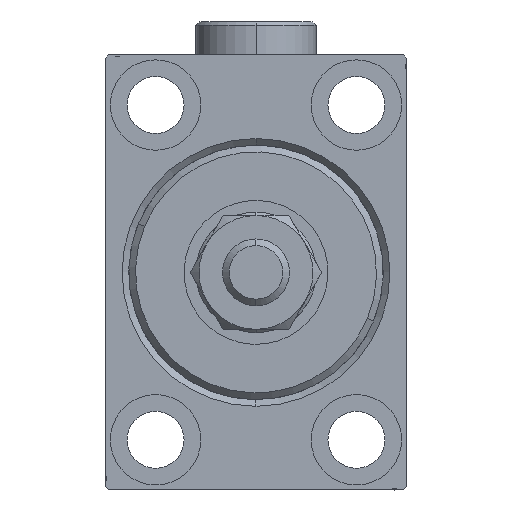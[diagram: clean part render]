
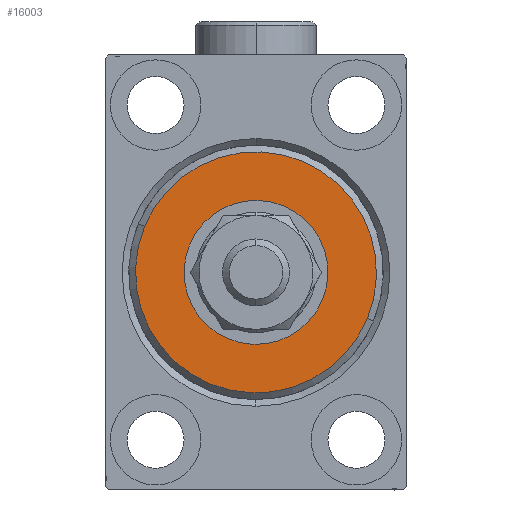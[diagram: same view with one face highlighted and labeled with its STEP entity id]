
A CAD part, left-side view. The second image highlights one B-rep face of the part: STEP entity #16003.
In plain terms, the highlighted face is planar.
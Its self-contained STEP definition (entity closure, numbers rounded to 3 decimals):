
#805 = VERTEX_POINT ( 'NONE', #14248 ) ;
#1143 = DIRECTION ( 'NONE',  ( 0., 0., -1. ) ) ;
#1333 = CIRCLE ( 'NONE', #13435, 10.75 ) ;
#1364 = CARTESIAN_POINT ( 'NONE',  ( 3., 0., 10.75 ) ) ;
#1840 = FACE_OUTER_BOUND ( 'NONE', #36876, .T. ) ;
#1894 = ORIENTED_EDGE ( 'NONE', *, *, #31195, .T. ) ;
#3505 = CIRCLE ( 'NONE', #45031, 18. ) ;
#4303 = DIRECTION ( 'NONE',  ( 0., 0., -1. ) ) ;
#6142 = DIRECTION ( 'NONE',  ( 0., 0., -1. ) ) ;
#7639 = VERTEX_POINT ( 'NONE', #9538 ) ;
#9538 = CARTESIAN_POINT ( 'NONE',  ( 3., 0., -18. ) ) ;
#12006 = DIRECTION ( 'NONE',  ( 0., 0., -1. ) ) ;
#13183 = AXIS2_PLACEMENT_3D ( 'NONE', #29434, #26341, #4303 ) ;
#13435 = AXIS2_PLACEMENT_3D ( 'NONE', #38093, #45400, #6142 ) ;
#14248 = CARTESIAN_POINT ( 'NONE',  ( 3., 0., 18. ) ) ;
#16003 = ADVANCED_FACE ( 'NONE', ( #1840, #45364 ), #16301, .T. ) ;
#16301 = PLANE ( 'NONE',  #38578 ) ;
#16822 = EDGE_LOOP ( 'NONE', ( #27691, #33857 ) ) ;
#17139 = CARTESIAN_POINT ( 'NONE',  ( 3., 0., 0. ) ) ;
#18001 = CARTESIAN_POINT ( 'NONE',  ( 3., 0., -10.75 ) ) ;
#23295 = ORIENTED_EDGE ( 'NONE', *, *, #34037, .T. ) ;
#23646 = CARTESIAN_POINT ( 'NONE',  ( 3., 0., 0. ) ) ;
#24527 = CARTESIAN_POINT ( 'NONE',  ( 3., 0., 0. ) ) ;
#26341 = DIRECTION ( 'NONE',  ( -1., 0., 0. ) ) ;
#26853 = CIRCLE ( 'NONE', #32885, 18. ) ;
#26935 = DIRECTION ( 'NONE',  ( 1., 0., 0. ) ) ;
#27691 = ORIENTED_EDGE ( 'NONE', *, *, #41029, .T. ) ;
#29434 = CARTESIAN_POINT ( 'NONE',  ( 3., 0., 0. ) ) ;
#29854 = EDGE_CURVE ( 'NONE', #35893, #43233, #46428, .T. ) ;
#31195 = EDGE_CURVE ( 'NONE', #7639, #805, #26853, .T. ) ;
#32885 = AXIS2_PLACEMENT_3D ( 'NONE', #24527, #46015, #35156 ) ;
#33857 = ORIENTED_EDGE ( 'NONE', *, *, #29854, .T. ) ;
#34037 = EDGE_CURVE ( 'NONE', #805, #7639, #3505, .T. ) ;
#35156 = DIRECTION ( 'NONE',  ( 0., 0., -1. ) ) ;
#35893 = VERTEX_POINT ( 'NONE', #18001 ) ;
#36876 = EDGE_LOOP ( 'NONE', ( #23295, #1894 ) ) ;
#38093 = CARTESIAN_POINT ( 'NONE',  ( 3., 0., 0. ) ) ;
#38279 = DIRECTION ( 'NONE',  ( 1., 0., 0. ) ) ;
#38578 = AXIS2_PLACEMENT_3D ( 'NONE', #23646, #38279, #1143 ) ;
#41029 = EDGE_CURVE ( 'NONE', #43233, #35893, #1333, .T. ) ;
#43233 = VERTEX_POINT ( 'NONE', #1364 ) ;
#45031 = AXIS2_PLACEMENT_3D ( 'NONE', #17139, #26935, #12006 ) ;
#45364 = FACE_BOUND ( 'NONE', #16822, .T. ) ;
#45400 = DIRECTION ( 'NONE',  ( -1., 0., 0. ) ) ;
#46015 = DIRECTION ( 'NONE',  ( 1., 0., 0. ) ) ;
#46428 = CIRCLE ( 'NONE', #13183, 10.75 ) ;
